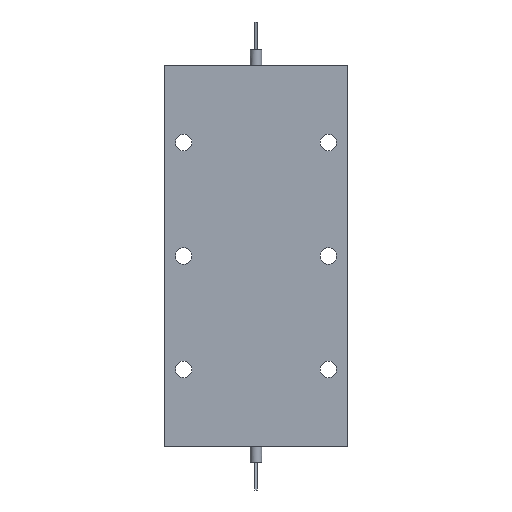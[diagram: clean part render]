
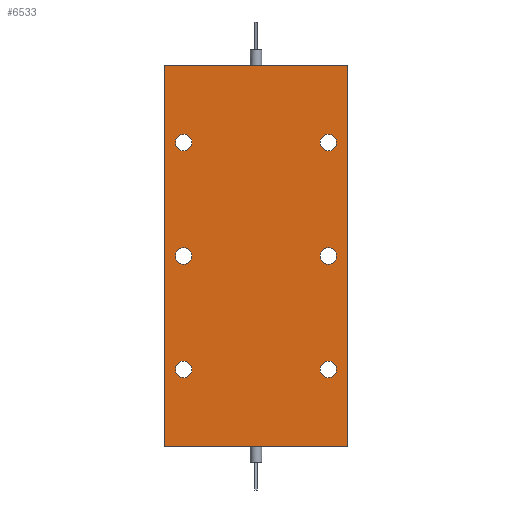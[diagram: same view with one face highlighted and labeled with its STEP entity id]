
A CAD part, front view. The second image highlights one B-rep face of the part: STEP entity #6533.
In plain terms, the highlighted planar face has unit normal (0, -1, 0).
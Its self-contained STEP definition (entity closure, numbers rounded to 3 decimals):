
#425=FACE_BOUND('',#1097,.T.);
#426=FACE_BOUND('',#1098,.T.);
#427=FACE_BOUND('',#1099,.T.);
#428=FACE_BOUND('',#1100,.T.);
#429=FACE_BOUND('',#1101,.T.);
#430=FACE_BOUND('',#1102,.T.);
#458=PLANE('',#6967);
#699=FACE_OUTER_BOUND('',#1096,.T.);
#1096=EDGE_LOOP('',(#4970,#4971,#4972,#4973));
#1097=EDGE_LOOP('',(#4974));
#1098=EDGE_LOOP('',(#4975));
#1099=EDGE_LOOP('',(#4976));
#1100=EDGE_LOOP('',(#4977));
#1101=EDGE_LOOP('',(#4978));
#1102=EDGE_LOOP('',(#4979));
#1580=LINE('',#10611,#2261);
#1654=LINE('',#10788,#2335);
#1691=LINE('',#10850,#2372);
#1699=LINE('',#10863,#2380);
#2261=VECTOR('',#7408,1000.);
#2335=VECTOR('',#7514,1000.);
#2372=VECTOR('',#7577,1000.);
#2380=VECTOR('',#7595,1000.);
#2838=CIRCLE('',#6914,2.1);
#2840=CIRCLE('',#6917,2.1);
#2842=CIRCLE('',#6920,2.1);
#2844=CIRCLE('',#6923,2.1);
#2846=CIRCLE('',#6926,2.1);
#2848=CIRCLE('',#6929,2.1);
#2890=VERTEX_POINT('',#8508);
#2892=VERTEX_POINT('',#8514);
#2894=VERTEX_POINT('',#8520);
#2896=VERTEX_POINT('',#8526);
#2898=VERTEX_POINT('',#8532);
#2900=VERTEX_POINT('',#8538);
#3124=VERTEX_POINT('',#10608);
#3125=VERTEX_POINT('',#10610);
#3211=VERTEX_POINT('',#10785);
#3212=VERTEX_POINT('',#10787);
#3551=EDGE_CURVE('',#2890,#2890,#2838,.T.);
#3554=EDGE_CURVE('',#2892,#2892,#2840,.T.);
#3557=EDGE_CURVE('',#2894,#2894,#2842,.T.);
#3560=EDGE_CURVE('',#2896,#2896,#2844,.T.);
#3563=EDGE_CURVE('',#2898,#2898,#2846,.T.);
#3566=EDGE_CURVE('',#2900,#2900,#2848,.T.);
#3790=EDGE_CURVE('',#3125,#3124,#1580,.T.);
#3879=EDGE_CURVE('',#3211,#3212,#1654,.T.);
#3916=EDGE_CURVE('',#3125,#3211,#1691,.T.);
#3924=EDGE_CURVE('',#3124,#3212,#1699,.T.);
#4970=ORIENTED_EDGE('',*,*,#3879,.F.);
#4971=ORIENTED_EDGE('',*,*,#3916,.F.);
#4972=ORIENTED_EDGE('',*,*,#3790,.T.);
#4973=ORIENTED_EDGE('',*,*,#3924,.T.);
#4974=ORIENTED_EDGE('',*,*,#3551,.F.);
#4975=ORIENTED_EDGE('',*,*,#3554,.F.);
#4976=ORIENTED_EDGE('',*,*,#3557,.F.);
#4977=ORIENTED_EDGE('',*,*,#3560,.F.);
#4978=ORIENTED_EDGE('',*,*,#3563,.F.);
#4979=ORIENTED_EDGE('',*,*,#3566,.F.);
#6533=ADVANCED_FACE('',(#699,#425,#426,#427,#428,#429,#430),#458,.T.);
#6914=AXIS2_PLACEMENT_3D('',#8510,#7248,#7249);
#6917=AXIS2_PLACEMENT_3D('',#8516,#7255,#7256);
#6920=AXIS2_PLACEMENT_3D('',#8522,#7262,#7263);
#6923=AXIS2_PLACEMENT_3D('',#8528,#7269,#7270);
#6926=AXIS2_PLACEMENT_3D('',#8534,#7276,#7277);
#6929=AXIS2_PLACEMENT_3D('',#8540,#7283,#7284);
#6967=AXIS2_PLACEMENT_3D('',#10864,#7596,#7597);
#7248=DIRECTION('center_axis',(0.,-1.,0.));
#7249=DIRECTION('ref_axis',(1.,0.,0.));
#7255=DIRECTION('center_axis',(0.,-1.,0.));
#7256=DIRECTION('ref_axis',(1.,0.,0.));
#7262=DIRECTION('center_axis',(0.,-1.,0.));
#7263=DIRECTION('ref_axis',(1.,0.,0.));
#7269=DIRECTION('center_axis',(0.,-1.,0.));
#7270=DIRECTION('ref_axis',(1.,0.,0.));
#7276=DIRECTION('center_axis',(0.,-1.,0.));
#7277=DIRECTION('ref_axis',(1.,0.,0.));
#7283=DIRECTION('center_axis',(0.,-1.,0.));
#7284=DIRECTION('ref_axis',(1.,0.,0.));
#7408=DIRECTION('',(1.,0.,0.));
#7514=DIRECTION('',(1.,0.,0.));
#7577=DIRECTION('',(0.,0.,1.));
#7595=DIRECTION('',(0.,0.,1.));
#7596=DIRECTION('center_axis',(0.,-1.,0.));
#7597=DIRECTION('ref_axis',(1.,0.,0.));
#8508=CARTESIAN_POINT('',(-20.6,-11.8,-48.85));
#8510=CARTESIAN_POINT('Origin',(-18.5,-11.8,-48.85));
#8514=CARTESIAN_POINT('',(-20.6,-11.8,-77.85));
#8516=CARTESIAN_POINT('Origin',(-18.5,-11.8,-77.85));
#8520=CARTESIAN_POINT('',(16.4,-11.8,-19.85));
#8522=CARTESIAN_POINT('Origin',(18.5,-11.8,-19.85));
#8526=CARTESIAN_POINT('',(16.4,-11.8,-48.85));
#8528=CARTESIAN_POINT('Origin',(18.5,-11.8,-48.85));
#8532=CARTESIAN_POINT('',(16.4,-11.8,-77.85));
#8534=CARTESIAN_POINT('Origin',(18.5,-11.8,-77.85));
#8538=CARTESIAN_POINT('',(-20.6,-11.8,-19.85));
#8540=CARTESIAN_POINT('Origin',(-18.5,-11.8,-19.85));
#10608=CARTESIAN_POINT('',(23.5,-11.8,-97.7));
#10610=CARTESIAN_POINT('',(-23.5,-11.8,-97.7));
#10611=CARTESIAN_POINT('',(-23.5,-11.8,-97.7));
#10785=CARTESIAN_POINT('',(-23.5,-11.8,0.));
#10787=CARTESIAN_POINT('',(23.5,-11.8,0.));
#10788=CARTESIAN_POINT('',(-23.5,-11.8,0.));
#10850=CARTESIAN_POINT('',(-23.5,-11.8,-97.7));
#10863=CARTESIAN_POINT('',(23.5,-11.8,-97.7));
#10864=CARTESIAN_POINT('Origin',(-23.5,-11.8,-97.7));
